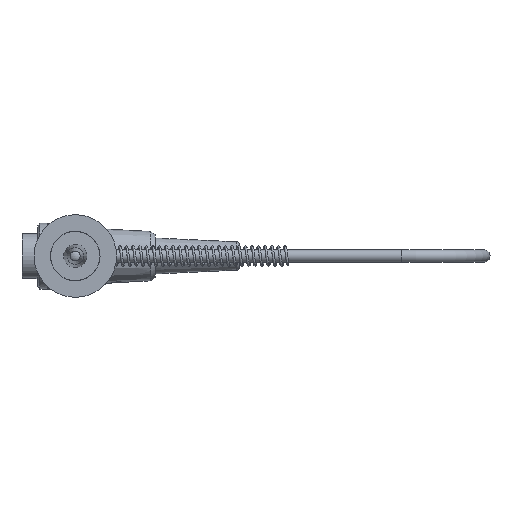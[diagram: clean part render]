
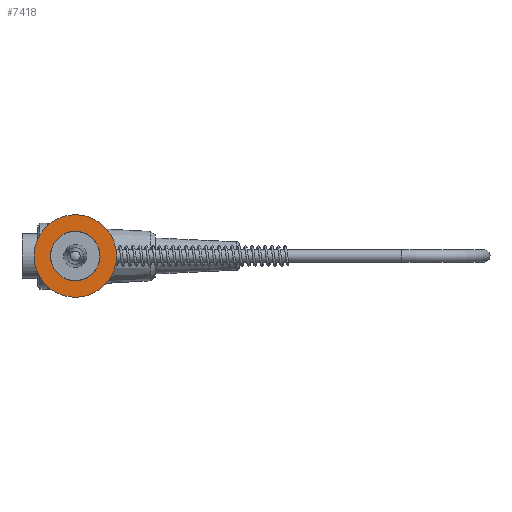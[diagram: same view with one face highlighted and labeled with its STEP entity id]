
A CAD part, left-side view. The second image highlights one B-rep face of the part: STEP entity #7418.
In plain terms, the highlighted planar face has unit normal (-1, 0, 0).
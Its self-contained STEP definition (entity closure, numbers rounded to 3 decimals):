
#1622=PLANE('',#8179);
#1689=FACE_BOUND('',#2540,.T.);
#2082=FACE_OUTER_BOUND('',#2539,.T.);
#2539=EDGE_LOOP('',(#6570));
#2540=EDGE_LOOP('',(#6571));
#2912=CIRCLE('',#8178,7.5);
#2913=CIRCLE('',#8180,12.5);
#3592=VERTEX_POINT('',#16749);
#3593=VERTEX_POINT('',#16752);
#4589=EDGE_CURVE('',#3592,#3592,#2912,.T.);
#4590=EDGE_CURVE('',#3593,#3593,#2913,.T.);
#6570=ORIENTED_EDGE('',*,*,#4590,.F.);
#6571=ORIENTED_EDGE('',*,*,#4589,.T.);
#7418=ADVANCED_FACE('',(#2082,#1689),#1622,.T.);
#8178=AXIS2_PLACEMENT_3D('',#16750,#10265,#10266);
#8179=AXIS2_PLACEMENT_3D('',#16751,#10267,#10268);
#8180=AXIS2_PLACEMENT_3D('',#16753,#10269,#10270);
#10265=DIRECTION('center_axis',(1.,0.,0.));
#10266=DIRECTION('ref_axis',(0.,1.,0.));
#10267=DIRECTION('center_axis',(-1.,0.,0.));
#10268=DIRECTION('ref_axis',(0.,-1.,0.));
#10269=DIRECTION('center_axis',(1.,0.,0.));
#10270=DIRECTION('ref_axis',(0.,1.,0.));
#16749=CARTESIAN_POINT('',(203.915,-257.204,-458.326));
#16750=CARTESIAN_POINT('Origin',(203.915,-257.204,-465.826));
#16751=CARTESIAN_POINT('Origin',(203.915,-257.204,-453.326));
#16752=CARTESIAN_POINT('',(203.915,-257.204,-453.326));
#16753=CARTESIAN_POINT('Origin',(203.915,-257.204,-465.826));
